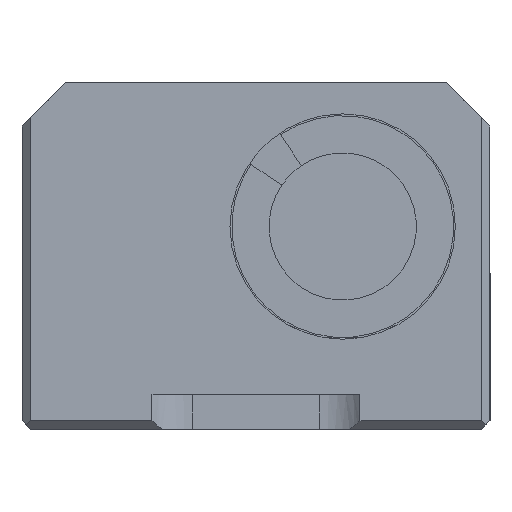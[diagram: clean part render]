
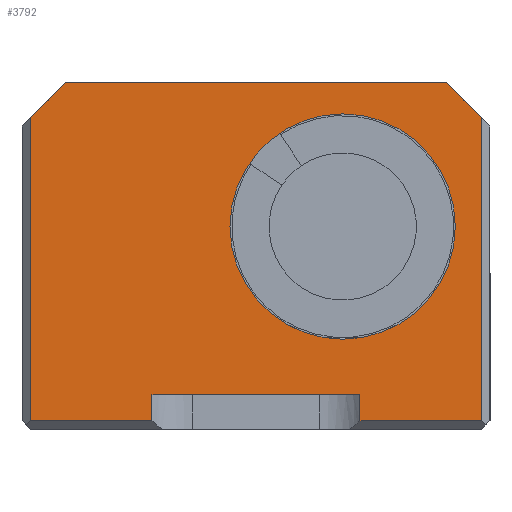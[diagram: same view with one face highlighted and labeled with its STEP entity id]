
A CAD part, left-side view. The second image highlights one B-rep face of the part: STEP entity #3792.
In plain terms, the highlighted planar face has unit normal (-1, 0, 0).
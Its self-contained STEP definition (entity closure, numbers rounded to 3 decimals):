
#3792=ADVANCED_FACE('',(#6442,#6443),#4388,.T.);
#4388=PLANE('',#15029);
#4680=CIRCLE('',#15028,3.25);
#5447=LINE('',#23408,#6151);
#5478=LINE('',#23508,#6182);
#5480=LINE('',#23512,#6184);
#5484=LINE('',#23525,#6188);
#5488=LINE('',#23533,#6192);
#5526=LINE('',#23639,#6230);
#5531=LINE('',#23649,#6235);
#5534=LINE('',#23656,#6238);
#5594=LINE('',#23845,#6298);
#5595=LINE('',#23847,#6299);
#6151=VECTOR('',#17215,1.);
#6182=VECTOR('',#17302,1.);
#6184=VECTOR('',#17306,1.);
#6188=VECTOR('',#17320,1.);
#6192=VECTOR('',#17326,1.);
#6230=VECTOR('',#17420,1.);
#6235=VECTOR('',#17427,1.);
#6238=VECTOR('',#17432,1.);
#6298=VECTOR('',#17638,1.);
#6299=VECTOR('',#17641,1.);
#6442=FACE_BOUND('',#7482,.T.);
#6443=FACE_BOUND('',#7483,.T.);
#7482=EDGE_LOOP('',(#10511,#10512,#10513,#10514,#10515,#10516,#10517,#10518,
#10519,#10520));
#7483=EDGE_LOOP('',(#10521));
#10511=ORIENTED_EDGE('',*,*,#13527,.T.);
#10512=ORIENTED_EDGE('',*,*,#13622,.T.);
#10513=ORIENTED_EDGE('',*,*,#13519,.T.);
#10514=ORIENTED_EDGE('',*,*,#13452,.T.);
#10515=ORIENTED_EDGE('',*,*,#13454,.F.);
#10516=ORIENTED_EDGE('',*,*,#13406,.F.);
#10517=ORIENTED_EDGE('',*,*,#13461,.T.);
#10518=ORIENTED_EDGE('',*,*,#13465,.T.);
#10519=ORIENTED_EDGE('',*,*,#13524,.T.);
#10520=ORIENTED_EDGE('',*,*,#13621,.T.);
#10521=ORIENTED_EDGE('',*,*,#13623,.T.);
#11911=VERTEX_POINT('',#23409);
#11912=VERTEX_POINT('',#23410);
#11951=VERTEX_POINT('',#23507);
#11952=VERTEX_POINT('',#23509);
#11956=VERTEX_POINT('',#23524);
#11959=VERTEX_POINT('',#23532);
#12000=VERTEX_POINT('',#23640);
#12003=VERTEX_POINT('',#23648);
#12006=VERTEX_POINT('',#23655);
#12007=VERTEX_POINT('',#23657);
#12063=VERTEX_POINT('',#23850);
#13406=EDGE_CURVE('',#11911,#11912,#5447,.T.);
#13452=EDGE_CURVE('',#11952,#11951,#5478,.T.);
#13454=EDGE_CURVE('',#11912,#11951,#5480,.T.);
#13461=EDGE_CURVE('',#11911,#11956,#5484,.T.);
#13465=EDGE_CURVE('',#11956,#11959,#5488,.T.);
#13519=EDGE_CURVE('',#12000,#11952,#5526,.T.);
#13524=EDGE_CURVE('',#11959,#12003,#5531,.T.);
#13527=EDGE_CURVE('',#12007,#12006,#5534,.T.);
#13621=EDGE_CURVE('',#12003,#12007,#5594,.T.);
#13622=EDGE_CURVE('',#12006,#12000,#5595,.T.);
#13623=EDGE_CURVE('',#12063,#12063,#4680,.T.);
#15028=AXIS2_PLACEMENT_3D('',#23849,#17644,#17645);
#15029=AXIS2_PLACEMENT_3D('',#23851,#17646,#17647);
#17215=DIRECTION('',(0.,1.,0.));
#17302=DIRECTION('',(0.,-1.,0.));
#17306=DIRECTION('',(0.,0.,-1.));
#17320=DIRECTION('',(0.,0.,-1.));
#17326=DIRECTION('',(0.,-1.,0.));
#17420=DIRECTION('',(0.,0.,-1.));
#17427=DIRECTION('',(0.,0.,1.));
#17432=DIRECTION('',(0.,1.,0.));
#17638=DIRECTION('',(0.,0.707,0.707));
#17641=DIRECTION('',(0.,0.707,-0.707));
#17644=DIRECTION('',(1.,0.,0.));
#17645=DIRECTION('',(0.,0.,-1.));
#17646=DIRECTION('',(-1.,0.,0.));
#17647=DIRECTION('',(0.,0.,1.));
#23408=CARTESIAN_POINT('',(-7.865,3.75,0.72));
#23409=CARTESIAN_POINT('',(-7.865,3.75,0.72));
#23410=CARTESIAN_POINT('',(-7.865,9.75,0.72));
#23507=CARTESIAN_POINT('',(-7.865,9.75,-0.03));
#23508=CARTESIAN_POINT('',(-7.865,6.75,-0.03));
#23509=CARTESIAN_POINT('',(-7.865,13.25,-0.03));
#23512=CARTESIAN_POINT('',(-7.865,9.75,0.72));
#23524=CARTESIAN_POINT('',(-7.865,3.75,-0.03));
#23525=CARTESIAN_POINT('',(-7.865,3.75,0.72));
#23532=CARTESIAN_POINT('',(-7.865,0.25,-0.03));
#23533=CARTESIAN_POINT('',(-7.865,6.75,-0.03));
#23639=CARTESIAN_POINT('',(-7.865,13.25,-0.28));
#23640=CARTESIAN_POINT('',(-7.865,13.25,8.72));
#23648=CARTESIAN_POINT('',(-7.865,0.25,8.72));
#23649=CARTESIAN_POINT('',(-7.865,0.25,-0.28));
#23655=CARTESIAN_POINT('',(-7.865,12.25,9.72));
#23656=CARTESIAN_POINT('',(-7.865,6.75,9.72));
#23657=CARTESIAN_POINT('',(-7.865,1.25,9.72));
#23845=CARTESIAN_POINT('',(-7.865,-1.,7.47));
#23847=CARTESIAN_POINT('',(-7.865,14.5,7.47));
#23849=CARTESIAN_POINT('',(-7.865,4.25,5.57));
#23850=CARTESIAN_POINT('',(-7.865,4.25,2.32));
#23851=CARTESIAN_POINT('',(-7.865,6.75,-0.28));
